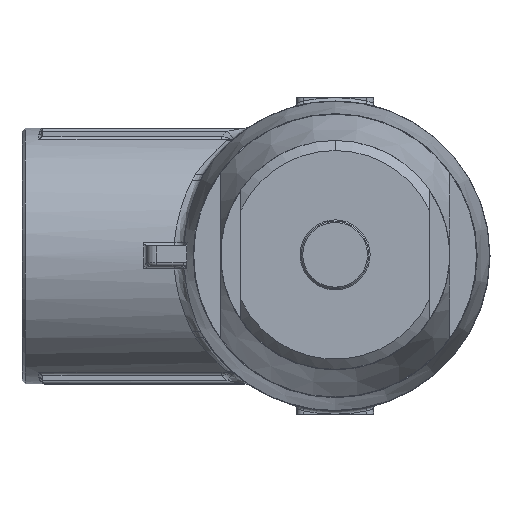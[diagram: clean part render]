
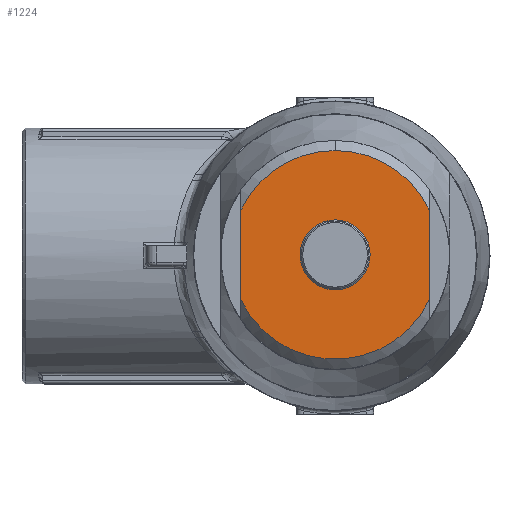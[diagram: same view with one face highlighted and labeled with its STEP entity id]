
A CAD part, top view. The second image highlights one B-rep face of the part: STEP entity #1224.
In plain terms, the highlighted planar face has unit normal (0, 0, 1).
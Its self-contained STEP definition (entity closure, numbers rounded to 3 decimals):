
#277=CARTESIAN_POINT('',(0.,15.5,98.));
#278=VERTEX_POINT('',#277);
#285=CARTESIAN_POINT('',(14.,6.652,98.));
#286=VERTEX_POINT('',#285);
#287=CARTESIAN_POINT('',(0.,0.,98.));
#288=DIRECTION('',(-0.,0.,1.));
#289=DIRECTION('',(-0.,1.,-0.));
#290=AXIS2_PLACEMENT_3D('',#287,#288,#289);
#291=CIRCLE('',#290,15.5);
#292=EDGE_CURVE('NONE',#286,#278,#291,.T.);
#369=CARTESIAN_POINT('',(0.,5.2,98.));
#370=VERTEX_POINT('',#369);
#396=CARTESIAN_POINT('',(0.,-5.2,98.));
#397=VERTEX_POINT('',#396);
#398=CARTESIAN_POINT('',(0.,0.,98.));
#399=DIRECTION('',(0.,-0.,-1.));
#400=DIRECTION('',(-0.,1.,-0.));
#401=AXIS2_PLACEMENT_3D('',#398,#399,#400);
#402=CIRCLE('',#401,5.2);
#403=EDGE_CURVE('NONE',#397,#370,#402,.T.);
#405=CARTESIAN_POINT('',(0.,0.,98.));
#406=DIRECTION('',(0.,-0.,-1.));
#407=DIRECTION('',(-0.,1.,-0.));
#408=AXIS2_PLACEMENT_3D('',#405,#406,#407);
#409=CIRCLE('',#408,5.2);
#410=EDGE_CURVE('NONE',#370,#397,#409,.T.);
#1180=CARTESIAN_POINT('',(17.,0.,98.));
#1181=DIRECTION('',(-0.,0.,1.));
#1182=DIRECTION('',(0.,-1.,0.));
#1183=AXIS2_PLACEMENT_3D('',#1180,#1181,#1182);
#1184=PLANE('',#1183);
#1185=CARTESIAN_POINT('',(14.,-6.652,98.));
#1186=VERTEX_POINT('',#1185);
#1187=CARTESIAN_POINT('',(14.,6.652,98.));
#1188=DIRECTION('',(0.,-1.,0.));
#1189=VECTOR('',#1188,13.304);
#1190=LINE('',#1187,#1189);
#1191=EDGE_CURVE('NONE',#286,#1186,#1190,.T.);
#1192=ORIENTED_EDGE('',*,*,#1191,.F.);
#1193=ORIENTED_EDGE('',*,*,#292,.T.);
#1194=CARTESIAN_POINT('',(-14.,6.652,98.));
#1195=VERTEX_POINT('',#1194);
#1196=CARTESIAN_POINT('',(0.,0.,98.));
#1197=DIRECTION('',(-0.,0.,1.));
#1198=DIRECTION('',(-0.,1.,-0.));
#1199=AXIS2_PLACEMENT_3D('',#1196,#1197,#1198);
#1200=CIRCLE('',#1199,15.5);
#1201=EDGE_CURVE('NONE',#278,#1195,#1200,.T.);
#1202=ORIENTED_EDGE('',*,*,#1201,.T.);
#1203=CARTESIAN_POINT('',(-14.,-6.652,98.));
#1204=VERTEX_POINT('',#1203);
#1205=CARTESIAN_POINT('',(-14.,-6.652,98.));
#1206=DIRECTION('',(-0.,1.,-0.));
#1207=VECTOR('',#1206,13.304);
#1208=LINE('',#1205,#1207);
#1209=EDGE_CURVE('NONE',#1204,#1195,#1208,.T.);
#1210=ORIENTED_EDGE('',*,*,#1209,.F.);
#1211=CARTESIAN_POINT('',(0.,0.,98.));
#1212=DIRECTION('',(-0.,0.,1.));
#1213=DIRECTION('',(-0.,1.,-0.));
#1214=AXIS2_PLACEMENT_3D('',#1211,#1212,#1213);
#1215=CIRCLE('',#1214,15.5);
#1216=EDGE_CURVE('NONE',#1204,#1186,#1215,.T.);
#1217=ORIENTED_EDGE('',*,*,#1216,.T.);
#1218=EDGE_LOOP('',(#1192,#1193,#1202,#1210,#1217));
#1219=FACE_BOUND('',#1218,.T.);
#1220=ORIENTED_EDGE('',*,*,#410,.T.);
#1221=ORIENTED_EDGE('',*,*,#403,.T.);
#1222=EDGE_LOOP('',(#1220,#1221));
#1223=FACE_BOUND('',#1222,.T.);
#1224=ADVANCED_FACE('NONE',(#1219,#1223),#1184,.T.);
